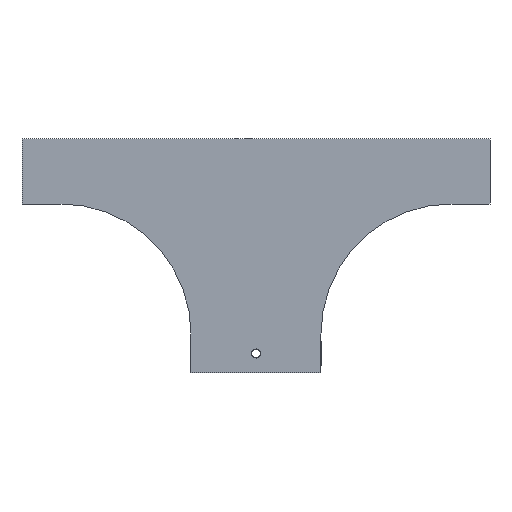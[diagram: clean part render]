
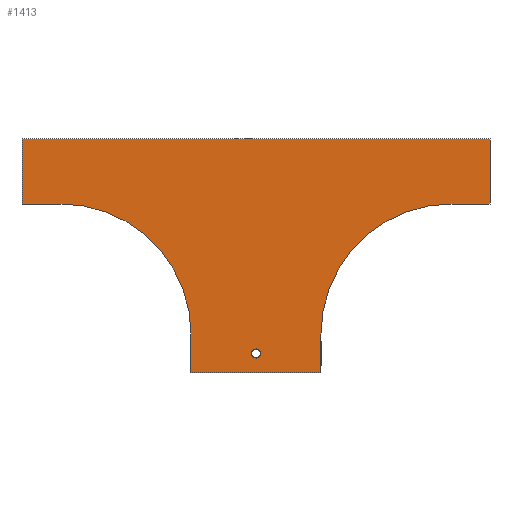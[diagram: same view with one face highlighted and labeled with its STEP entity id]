
A CAD part, front view. The second image highlights one B-rep face of the part: STEP entity #1413.
In plain terms, the highlighted planar face has unit normal (0, -1, 0).
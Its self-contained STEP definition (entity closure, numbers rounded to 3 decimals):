
#149 = DIRECTION ( 'NONE',  ( 0., 0., -1. ) ) ;
#150 = DIRECTION ( 'NONE',  ( 0., 1., 0. ) ) ;
#151 = CARTESIAN_POINT ( 'NONE',  ( 0., 0., -165. ) ) ;
#153 = ORIENTED_EDGE ( 'NONE', *, *, #409, .F. ) ;
#163 = VERTEX_POINT ( 'NONE', #1666 ) ;
#169 = VERTEX_POINT ( 'NONE', #1669 ) ;
#180 = VERTEX_POINT ( 'NONE', #1708 ) ;
#187 = VERTEX_POINT ( 'NONE', #1670 ) ;
#193 = VERTEX_POINT ( 'NONE', #1672 ) ;
#200 = VERTEX_POINT ( 'NONE', #1680 ) ;
#203 = VERTEX_POINT ( 'NONE', #1679 ) ;
#220 = VERTEX_POINT ( 'NONE', #797 ) ;
#233 = VERTEX_POINT ( 'NONE', #819 ) ;
#245 = VERTEX_POINT ( 'NONE', #820 ) ;
#299 = ORIENTED_EDGE ( 'NONE', *, *, #365, .F. ) ;
#300 = ORIENTED_EDGE ( 'NONE', *, *, #489, .F. ) ;
#309 = EDGE_CURVE ( 'NONE', #220, #233, #1054, .T. ) ;
#316 = EDGE_CURVE ( 'NONE', #233, #203, #1061, .T. ) ;
#331 = EDGE_CURVE ( 'NONE', #245, #169, #1080, .T. ) ;
#365 = EDGE_CURVE ( 'NONE', #169, #180, #1766, .T. ) ;
#373 = EDGE_CURVE ( 'NONE', #203, #200, #1774, .T. ) ;
#374 = EDGE_CURVE ( 'NONE', #200, #245, #1775, .T. ) ;
#404 = EDGE_CURVE ( 'NONE', #193, #220, #1827, .T. ) ;
#409 = EDGE_CURVE ( 'NONE', #180, #163, #1836, .T. ) ;
#440 = AXIS2_PLACEMENT_3D ( 'NONE', #1600, #1599, #1598 ) ;
#446 = EDGE_CURVE ( 'NONE', #187, #193, #1845, .T. ) ;
#489 = EDGE_CURVE ( 'NONE', #163, #187, #1205, .T. ) ;
#494 = EDGE_CURVE ( 'NONE', #1323, #1323, #1210, .T. ) ;
#519 = AXIS2_PLACEMENT_3D ( 'NONE', #693, #694, #723 ) ;
#521 = AXIS2_PLACEMENT_3D ( 'NONE', #766, #765, #763 ) ;
#527 = AXIS2_PLACEMENT_3D ( 'NONE', #151, #150, #149 ) ;
#568 = ORIENTED_EDGE ( 'NONE', *, *, #494, .T. ) ;
#576 = DIRECTION ( 'NONE',  ( 0., 0., 1. ) ) ;
#584 = CARTESIAN_POINT ( 'NONE',  ( -180., 0., 0. ) ) ;
#596 = ORIENTED_EDGE ( 'NONE', *, *, #309, .F. ) ;
#598 = ORIENTED_EDGE ( 'NONE', *, *, #404, .F. ) ;
#600 = ORIENTED_EDGE ( 'NONE', *, *, #446, .F. ) ;
#603 = ORIENTED_EDGE ( 'NONE', *, *, #374, .F. ) ;
#604 = ORIENTED_EDGE ( 'NONE', *, *, #331, .F. ) ;
#691 = DIRECTION ( 'NONE',  ( 0., 0., -1. ) ) ;
#692 = CARTESIAN_POINT ( 'NONE',  ( 180., 0., 0. ) ) ;
#693 = CARTESIAN_POINT ( 'NONE',  ( -150., 0., -150. ) ) ;
#694 = DIRECTION ( 'NONE',  ( 0., -1., 0. ) ) ;
#715 = DIRECTION ( 'NONE',  ( -1., 0., 0. ) ) ;
#716 = CARTESIAN_POINT ( 'NONE',  ( 50., 0., -180. ) ) ;
#723 = DIRECTION ( 'NONE',  ( 0., 0., -1. ) ) ;
#729 = DIRECTION ( 'NONE',  ( 0., 0., -1. ) ) ;
#730 = CARTESIAN_POINT ( 'NONE',  ( 50., 0., -180. ) ) ;
#763 = DIRECTION ( 'NONE',  ( 0., 0., 1. ) ) ;
#765 = DIRECTION ( 'NONE',  ( 0., -1., 0. ) ) ;
#766 = CARTESIAN_POINT ( 'NONE',  ( 150., 0., -150. ) ) ;
#784 = DIRECTION ( 'NONE',  ( -1., 0., 0. ) ) ;
#794 = CARTESIAN_POINT ( 'NONE',  ( 180., 0., -50. ) ) ;
#797 = CARTESIAN_POINT ( 'NONE',  ( 180., 0., -50. ) ) ;
#819 = CARTESIAN_POINT ( 'NONE',  ( 150., 0., -50. ) ) ;
#820 = CARTESIAN_POINT ( 'NONE',  ( -50., 0., -180. ) ) ;
#945 = ORIENTED_EDGE ( 'NONE', *, *, #373, .F. ) ;
#946 = ORIENTED_EDGE ( 'NONE', *, *, #316, .F. ) ;
#979 = EDGE_LOOP ( 'NONE', ( #568 ) ) ;
#1045 = EDGE_LOOP ( 'NONE', ( #300, #153, #299, #604, #603, #945, #946, #596, #598, #600 ) ) ;
#1050 = VECTOR ( 'NONE', #784, 1000. ) ;
#1054 = LINE ( 'NONE', #794, #1050 ) ;
#1061 = CIRCLE ( 'NONE', #521, 100. ) ;
#1080 = LINE ( 'NONE', #1644, #1084 ) ;
#1084 = VECTOR ( 'NONE', #1648, 1000. ) ;
#1191 = FACE_BOUND ( 'NONE', #979, .T. ) ;
#1205 = LINE ( 'NONE', #584, #1207 ) ;
#1207 = VECTOR ( 'NONE', #576, 1000. ) ;
#1210 = CIRCLE ( 'NONE', #527, 3.5 ) ;
#1234 = FACE_OUTER_BOUND ( 'NONE', #1045, .T. ) ;
#1323 = VERTEX_POINT ( 'NONE', #1564 ) ;
#1401 = DIRECTION ( 'NONE',  ( -1., 0., 0. ) ) ;
#1402 = CARTESIAN_POINT ( 'NONE',  ( -180., 0., -50. ) ) ;
#1408 = CARTESIAN_POINT ( 'NONE',  ( -180., 0., 0. ) ) ;
#1409 = DIRECTION ( 'NONE',  ( 1., 0., 0. ) ) ;
#1413 = ADVANCED_FACE ( 'NONE', ( #1191, #1234 ), #1602, .T. ) ;
#1564 = CARTESIAN_POINT ( 'NONE',  ( 0., 0., -168.5 ) ) ;
#1598 = DIRECTION ( 'NONE',  ( 0., 0., -1. ) ) ;
#1599 = DIRECTION ( 'NONE',  ( 0., -1., 0. ) ) ;
#1600 = CARTESIAN_POINT ( 'NONE',  ( -150., 0., -150. ) ) ;
#1602 = PLANE ( 'NONE',  #440 ) ;
#1644 = CARTESIAN_POINT ( 'NONE',  ( -50., 0., -180. ) ) ;
#1648 = DIRECTION ( 'NONE',  ( 0., 0., 1. ) ) ;
#1666 = CARTESIAN_POINT ( 'NONE',  ( -180., 0., -50. ) ) ;
#1669 = CARTESIAN_POINT ( 'NONE',  ( -50., 0., -150. ) ) ;
#1670 = CARTESIAN_POINT ( 'NONE',  ( -180., 0., 0. ) ) ;
#1672 = CARTESIAN_POINT ( 'NONE',  ( 180., 0., 0. ) ) ;
#1679 = CARTESIAN_POINT ( 'NONE',  ( 50., 0., -150. ) ) ;
#1680 = CARTESIAN_POINT ( 'NONE',  ( 50., 0., -180. ) ) ;
#1708 = CARTESIAN_POINT ( 'NONE',  ( -150., 0., -50. ) ) ;
#1766 = CIRCLE ( 'NONE', #519, 100. ) ;
#1774 = LINE ( 'NONE', #730, #1776 ) ;
#1775 = LINE ( 'NONE', #716, #1778 ) ;
#1776 = VECTOR ( 'NONE', #729, 1000. ) ;
#1778 = VECTOR ( 'NONE', #715, 1000. ) ;
#1827 = LINE ( 'NONE', #692, #1830 ) ;
#1830 = VECTOR ( 'NONE', #691, 1000. ) ;
#1836 = LINE ( 'NONE', #1402, #1838 ) ;
#1838 = VECTOR ( 'NONE', #1401, 1000. ) ;
#1845 = LINE ( 'NONE', #1408, #1847 ) ;
#1847 = VECTOR ( 'NONE', #1409, 1000. ) ;
